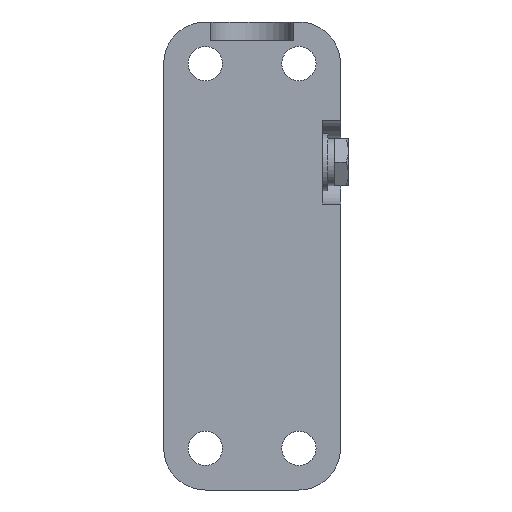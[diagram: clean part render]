
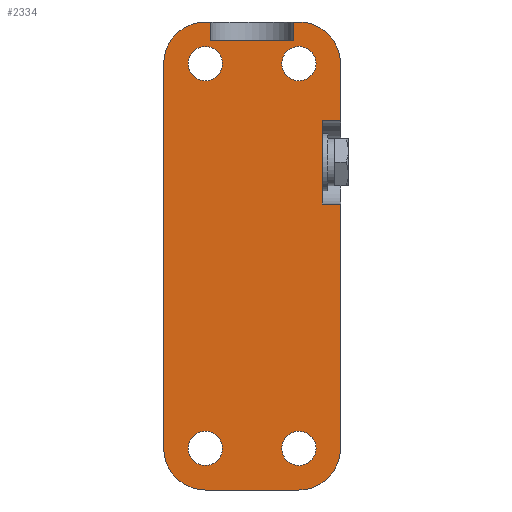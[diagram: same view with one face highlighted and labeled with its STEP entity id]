
A CAD part, front view. The second image highlights one B-rep face of the part: STEP entity #2334.
In plain terms, the highlighted planar face has unit normal (0, -1, 0).
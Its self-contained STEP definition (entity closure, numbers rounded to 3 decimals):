
#122=CIRCLE('',#2474,1.65);
#123=CIRCLE('',#2475,1.65);
#124=CIRCLE('',#2476,1.65);
#125=CIRCLE('',#2477,1.65);
#126=CIRCLE('',#2478,4.);
#127=CIRCLE('',#2479,4.);
#128=CIRCLE('',#2480,4.);
#129=CIRCLE('',#2481,4.);
#228=ORIENTED_EDGE('',*,*,#696,.F.);
#229=ORIENTED_EDGE('',*,*,#697,.F.);
#230=ORIENTED_EDGE('',*,*,#698,.F.);
#231=ORIENTED_EDGE('',*,*,#699,.F.);
#232=ORIENTED_EDGE('',*,*,#700,.F.);
#233=ORIENTED_EDGE('',*,*,#701,.F.);
#234=ORIENTED_EDGE('',*,*,#702,.F.);
#235=ORIENTED_EDGE('',*,*,#703,.F.);
#236=ORIENTED_EDGE('',*,*,#704,.F.);
#237=ORIENTED_EDGE('',*,*,#705,.T.);
#238=ORIENTED_EDGE('',*,*,#706,.F.);
#239=ORIENTED_EDGE('',*,*,#707,.F.);
#240=ORIENTED_EDGE('',*,*,#708,.F.);
#241=ORIENTED_EDGE('',*,*,#709,.F.);
#242=ORIENTED_EDGE('',*,*,#710,.F.);
#243=ORIENTED_EDGE('',*,*,#711,.F.);
#244=ORIENTED_EDGE('',*,*,#712,.F.);
#245=ORIENTED_EDGE('',*,*,#713,.F.);
#246=ORIENTED_EDGE('',*,*,#714,.F.);
#247=ORIENTED_EDGE('',*,*,#715,.F.);
#696=EDGE_CURVE('',#930,#930,#122,.T.);
#697=EDGE_CURVE('',#931,#931,#123,.T.);
#698=EDGE_CURVE('',#932,#932,#124,.T.);
#699=EDGE_CURVE('',#933,#933,#125,.T.);
#700=EDGE_CURVE('',#934,#935,#1078,.T.);
#701=EDGE_CURVE('',#936,#934,#1079,.T.);
#702=EDGE_CURVE('',#937,#936,#126,.T.);
#703=EDGE_CURVE('',#938,#937,#1080,.T.);
#704=EDGE_CURVE('',#939,#938,#1081,.T.);
#705=EDGE_CURVE('',#939,#940,#1082,.T.);
#706=EDGE_CURVE('',#941,#940,#1083,.T.);
#707=EDGE_CURVE('',#942,#941,#1084,.T.);
#708=EDGE_CURVE('',#943,#942,#127,.T.);
#709=EDGE_CURVE('',#944,#943,#1085,.T.);
#710=EDGE_CURVE('',#945,#944,#128,.T.);
#711=EDGE_CURVE('',#946,#945,#1086,.T.);
#712=EDGE_CURVE('',#947,#946,#129,.T.);
#713=EDGE_CURVE('',#948,#947,#1087,.T.);
#714=EDGE_CURVE('',#949,#948,#1088,.T.);
#715=EDGE_CURVE('',#935,#949,#1089,.T.);
#930=VERTEX_POINT('',#3257);
#931=VERTEX_POINT('',#3259);
#932=VERTEX_POINT('',#3261);
#933=VERTEX_POINT('',#3263);
#934=VERTEX_POINT('',#3265);
#935=VERTEX_POINT('',#3266);
#936=VERTEX_POINT('',#3268);
#937=VERTEX_POINT('',#3270);
#938=VERTEX_POINT('',#3272);
#939=VERTEX_POINT('',#3274);
#940=VERTEX_POINT('',#3276);
#941=VERTEX_POINT('',#3278);
#942=VERTEX_POINT('',#3280);
#943=VERTEX_POINT('',#3282);
#944=VERTEX_POINT('',#3284);
#945=VERTEX_POINT('',#3286);
#946=VERTEX_POINT('',#3288);
#947=VERTEX_POINT('',#3290);
#948=VERTEX_POINT('',#3292);
#949=VERTEX_POINT('',#3294);
#1078=LINE('',#3264,#1202);
#1079=LINE('',#3267,#1203);
#1080=LINE('',#3271,#1204);
#1081=LINE('',#3273,#1205);
#1082=LINE('',#3275,#1206);
#1083=LINE('',#3277,#1207);
#1084=LINE('',#3279,#1208);
#1085=LINE('',#3283,#1209);
#1086=LINE('',#3287,#1210);
#1087=LINE('',#3291,#1211);
#1088=LINE('',#3293,#1212);
#1089=LINE('',#3295,#1213);
#1202=VECTOR('',#2721,1000.);
#1203=VECTOR('',#2722,1000.);
#1204=VECTOR('',#2725,1000.);
#1205=VECTOR('',#2726,1000.);
#1206=VECTOR('',#2727,1000.);
#1207=VECTOR('',#2728,1000.);
#1208=VECTOR('',#2729,1000.);
#1209=VECTOR('',#2732,1000.);
#1210=VECTOR('',#2735,1000.);
#1211=VECTOR('',#2738,1000.);
#1212=VECTOR('',#2739,1000.);
#1213=VECTOR('',#2740,1000.);
#1321=EDGE_LOOP('',(#228));
#1322=EDGE_LOOP('',(#229));
#1323=EDGE_LOOP('',(#230));
#1324=EDGE_LOOP('',(#231));
#1325=EDGE_LOOP('',(#232,#233,#234,#235,#236,#237,#238,#239,#240,#241,#242,
#243,#244,#245,#246,#247));
#1471=FACE_BOUND('',#1321,.T.);
#1472=FACE_BOUND('',#1322,.T.);
#1473=FACE_BOUND('',#1323,.T.);
#1474=FACE_BOUND('',#1324,.T.);
#1475=FACE_BOUND('',#1325,.T.);
#1616=PLANE('',#2473);
#2334=ADVANCED_FACE('',(#1471,#1472,#1473,#1474,#1475),#1616,.F.);
#2473=AXIS2_PLACEMENT_3D('',#3255,#2711,#2712);
#2474=AXIS2_PLACEMENT_3D('',#3256,#2713,#2714);
#2475=AXIS2_PLACEMENT_3D('',#3258,#2715,#2716);
#2476=AXIS2_PLACEMENT_3D('',#3260,#2717,#2718);
#2477=AXIS2_PLACEMENT_3D('',#3262,#2719,#2720);
#2478=AXIS2_PLACEMENT_3D('',#3269,#2723,#2724);
#2479=AXIS2_PLACEMENT_3D('',#3281,#2730,#2731);
#2480=AXIS2_PLACEMENT_3D('',#3285,#2733,#2734);
#2481=AXIS2_PLACEMENT_3D('',#3289,#2736,#2737);
#2711=DIRECTION('',(0.,1.,0.));
#2712=DIRECTION('',(0.,0.,1.));
#2713=DIRECTION('',(0.,-1.,0.));
#2714=DIRECTION('',(0.,0.,-1.));
#2715=DIRECTION('',(0.,-1.,0.));
#2716=DIRECTION('',(0.,0.,-1.));
#2717=DIRECTION('',(0.,-1.,0.));
#2718=DIRECTION('',(0.,0.,-1.));
#2719=DIRECTION('',(0.,-1.,0.));
#2720=DIRECTION('',(0.,0.,-1.));
#2721=DIRECTION('',(0.,0.,-1.));
#2722=DIRECTION('',(1.,0.,0.));
#2723=DIRECTION('',(0.,1.,0.));
#2724=DIRECTION('',(1.,0.,0.));
#2725=DIRECTION('',(0.,0.,1.));
#2726=DIRECTION('',(-1.,0.,0.));
#2727=DIRECTION('',(0.,0.,-1.));
#2728=DIRECTION('',(1.,0.,0.));
#2729=DIRECTION('',(0.,0.,1.));
#2730=DIRECTION('',(0.,1.,0.));
#2731=DIRECTION('',(1.,0.,0.));
#2732=DIRECTION('',(-1.,0.,0.));
#2733=DIRECTION('',(0.,1.,0.));
#2734=DIRECTION('',(1.,0.,0.));
#2735=DIRECTION('',(0.,0.,-1.));
#2736=DIRECTION('',(0.,1.,0.));
#2737=DIRECTION('',(1.,0.,0.));
#2738=DIRECTION('',(1.,0.,0.));
#2739=DIRECTION('',(0.,0.,1.));
#2740=DIRECTION('',(1.,0.,0.));
#3255=CARTESIAN_POINT('',(-18.5,0.,4.5));
#3256=CARTESIAN_POINT('',(-18.5,0.,-4.5));
#3257=CARTESIAN_POINT('',(-18.5,0.,-6.15));
#3258=CARTESIAN_POINT('',(18.5,0.,-4.5));
#3259=CARTESIAN_POINT('',(18.5,0.,-6.15));
#3260=CARTESIAN_POINT('',(18.5,0.,4.5));
#3261=CARTESIAN_POINT('',(18.5,0.,2.85));
#3262=CARTESIAN_POINT('',(-18.5,0.,4.5));
#3263=CARTESIAN_POINT('',(-18.5,0.,2.85));
#3264=CARTESIAN_POINT('',(-13.,0.,4.5));
#3265=CARTESIAN_POINT('',(-13.,0.,8.5));
#3266=CARTESIAN_POINT('',(-13.,0.,6.75));
#3267=CARTESIAN_POINT('',(-18.5,0.,8.5));
#3268=CARTESIAN_POINT('',(-18.5,0.,8.5));
#3269=CARTESIAN_POINT('',(-18.5,0.,4.5));
#3270=CARTESIAN_POINT('',(-22.5,0.,4.5));
#3271=CARTESIAN_POINT('',(-22.5,0.,-4.5));
#3272=CARTESIAN_POINT('',(-22.5,0.,4.));
#3273=CARTESIAN_POINT('',(-18.5,0.,4.));
#3274=CARTESIAN_POINT('',(-20.75,0.,4.));
#3275=CARTESIAN_POINT('',(-20.75,0.,4.5));
#3276=CARTESIAN_POINT('',(-20.75,0.,-4.));
#3277=CARTESIAN_POINT('',(-18.5,0.,-4.));
#3278=CARTESIAN_POINT('',(-22.5,0.,-4.));
#3279=CARTESIAN_POINT('',(-22.5,0.,-4.5));
#3280=CARTESIAN_POINT('',(-22.5,0.,-4.5));
#3281=CARTESIAN_POINT('',(-18.5,0.,-4.5));
#3282=CARTESIAN_POINT('',(-18.5,0.,-8.5));
#3283=CARTESIAN_POINT('',(18.5,0.,-8.5));
#3284=CARTESIAN_POINT('',(18.5,0.,-8.5));
#3285=CARTESIAN_POINT('',(18.5,0.,-4.5));
#3286=CARTESIAN_POINT('',(22.5,0.,-4.5));
#3287=CARTESIAN_POINT('',(22.5,0.,4.5));
#3288=CARTESIAN_POINT('',(22.5,0.,4.5));
#3289=CARTESIAN_POINT('',(18.5,0.,4.5));
#3290=CARTESIAN_POINT('',(18.5,0.,8.5));
#3291=CARTESIAN_POINT('',(-18.5,0.,8.5));
#3292=CARTESIAN_POINT('',(-5.,0.,8.5));
#3293=CARTESIAN_POINT('',(-5.,0.,4.5));
#3294=CARTESIAN_POINT('',(-5.,0.,6.75));
#3295=CARTESIAN_POINT('',(-18.5,0.,6.75));
